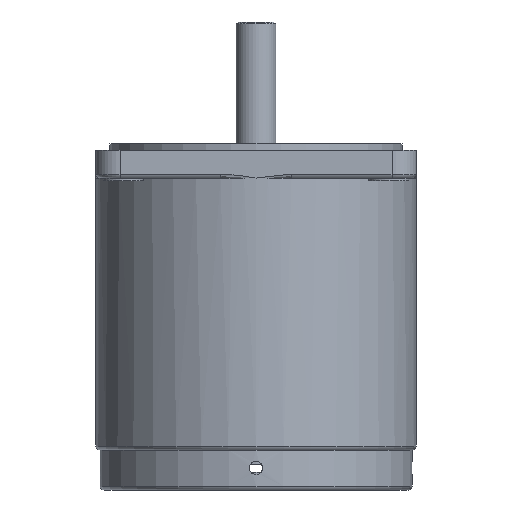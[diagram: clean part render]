
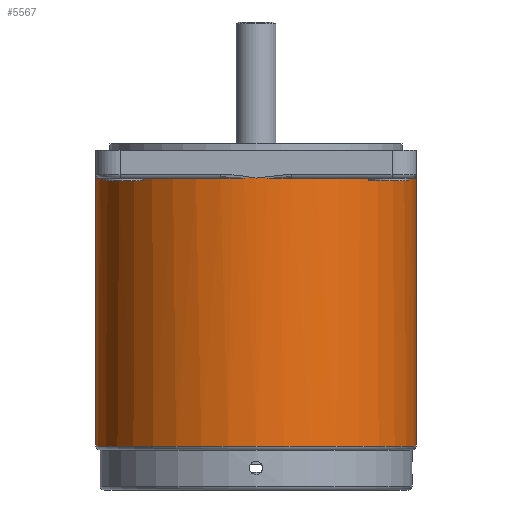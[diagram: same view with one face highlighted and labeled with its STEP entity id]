
A CAD part, front view. The second image highlights one B-rep face of the part: STEP entity #5567.
In plain terms, the highlighted cylindrical face has radius 40 mm (diameter 80 mm), a partial arc.
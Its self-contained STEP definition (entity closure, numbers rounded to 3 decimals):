
#143 = FACE_OUTER_BOUND ( 'NONE', #149, .T. ) ;
#149 = EDGE_LOOP ( 'NONE', ( #6190, #2509, #5652, #1959, #5107, #1924, #4556, #5585, #1354 ) ) ;
#171 = CARTESIAN_POINT ( 'NONE',  ( -88.506, -28.839, 814.657 ) ) ;
#345 = EDGE_CURVE ( 'NONE', #4518, #2020, #2298, .T. ) ;
#422 = CIRCLE ( 'NONE', #4314, 40. ) ;
#632 = CARTESIAN_POINT ( 'NONE',  ( -79.618, -29.839, 814.657 ) ) ;
#947 = DIRECTION ( 'NONE',  ( 0., 0., 1. ) ) ;
#1057 = DIRECTION ( 'NONE',  ( -1., 0., 0. ) ) ;
#1082 = AXIS2_PLACEMENT_3D ( 'NONE', #3716, #5804, #1057 ) ;
#1092 = CIRCLE ( 'NONE', #1082, 40. ) ;
#1339 = DIRECTION ( 'NONE',  ( 0., 0., -1. ) ) ;
#1354 = ORIENTED_EDGE ( 'NONE', *, *, #3084, .F. ) ;
#1389 = AXIS2_PLACEMENT_3D ( 'NONE', #4401, #6468, #1765 ) ;
#1514 = DIRECTION ( 'NONE',  ( -1., 0., 0. ) ) ;
#1538 = AXIS2_PLACEMENT_3D ( 'NONE', #6308, #1581, #3722 ) ;
#1567 = CARTESIAN_POINT ( 'NONE',  ( -79.618, 10.161, 814.657 ) ) ;
#1581 = DIRECTION ( 'NONE',  ( 0., 0., -1. ) ) ;
#1642 = AXIS2_PLACEMENT_3D ( 'NONE', #4164, #6245, #1514 ) ;
#1644 = CIRCLE ( 'NONE', #1642, 40. ) ;
#1755 = DIRECTION ( 'NONE',  ( 1., 0., 0. ) ) ;
#1765 = DIRECTION ( 'NONE',  ( 1., 0., 0. ) ) ;
#1924 = ORIENTED_EDGE ( 'NONE', *, *, #6818, .T. ) ;
#1959 = ORIENTED_EDGE ( 'NONE', *, *, #6699, .T. ) ;
#1996 = EDGE_CURVE ( 'NONE', #2332, #2231, #6702, .T. ) ;
#2020 = VERTEX_POINT ( 'NONE', #6231 ) ;
#2140 = VERTEX_POINT ( 'NONE', #632 ) ;
#2154 = VECTOR ( 'NONE', #6575, 1000. ) ;
#2231 = VERTEX_POINT ( 'NONE', #171 ) ;
#2276 = CYLINDRICAL_SURFACE ( 'NONE', #5605, 40. ) ;
#2298 = LINE ( 'NONE', #4410, #6008 ) ;
#2332 = VERTEX_POINT ( 'NONE', #5126 ) ;
#2389 = LINE ( 'NONE', #4503, #2154 ) ;
#2509 = ORIENTED_EDGE ( 'NONE', *, *, #2713, .T. ) ;
#2713 = EDGE_CURVE ( 'NONE', #4518, #5756, #1644, .T. ) ;
#2802 = EDGE_CURVE ( 'NONE', #5713, #6509, #1092, .T. ) ;
#3082 = DIRECTION ( 'NONE',  ( 1., 0., 0. ) ) ;
#3084 = EDGE_CURVE ( 'NONE', #2020, #2332, #5825, .T. ) ;
#3102 = CARTESIAN_POINT ( 'NONE',  ( -119.618, 10.161, 747.657 ) ) ;
#3480 = DIRECTION ( 'NONE',  ( -1., 0., 0. ) ) ;
#3667 = CIRCLE ( 'NONE', #1538, 40. ) ;
#3705 = DIRECTION ( 'NONE',  ( 0., 0., 1. ) ) ;
#3716 = CARTESIAN_POINT ( 'NONE',  ( -79.618, 10.161, 814.657 ) ) ;
#3722 = DIRECTION ( 'NONE',  ( -1., 0., 0. ) ) ;
#4030 = CARTESIAN_POINT ( 'NONE',  ( -40.618, 1.273, 814.657 ) ) ;
#4164 = CARTESIAN_POINT ( 'NONE',  ( -79.618, 10.161, 747.657 ) ) ;
#4184 = EDGE_CURVE ( 'NONE', #5756, #4815, #2389, .T. ) ;
#4314 = AXIS2_PLACEMENT_3D ( 'NONE', #6578, #1339, #3480 ) ;
#4387 = CIRCLE ( 'NONE', #1389, 40. ) ;
#4395 = CARTESIAN_POINT ( 'NONE',  ( -79.618, 10.161, 813.957 ) ) ;
#4401 = CARTESIAN_POINT ( 'NONE',  ( -79.618, 10.161, 814.657 ) ) ;
#4410 = CARTESIAN_POINT ( 'NONE',  ( -119.618, 10.161, 813.957 ) ) ;
#4503 = CARTESIAN_POINT ( 'NONE',  ( -39.618, 10.161, 813.957 ) ) ;
#4518 = VERTEX_POINT ( 'NONE', #3102 ) ;
#4556 = ORIENTED_EDGE ( 'NONE', *, *, #5215, .F. ) ;
#4815 = VERTEX_POINT ( 'NONE', #6202 ) ;
#5107 = ORIENTED_EDGE ( 'NONE', *, *, #2802, .T. ) ;
#5117 = CARTESIAN_POINT ( 'NONE',  ( -39.618, 10.161, 747.657 ) ) ;
#5126 = CARTESIAN_POINT ( 'NONE',  ( -118.618, 1.273, 814.657 ) ) ;
#5215 = EDGE_CURVE ( 'NONE', #2231, #2140, #4387, .T. ) ;
#5567 = ADVANCED_FACE ( 'NONE', ( #143 ), #2276, .T. ) ;
#5585 = ORIENTED_EDGE ( 'NONE', *, *, #1996, .F. ) ;
#5605 = AXIS2_PLACEMENT_3D ( 'NONE', #4395, #6463, #1755 ) ;
#5652 = ORIENTED_EDGE ( 'NONE', *, *, #4184, .T. ) ;
#5694 = CARTESIAN_POINT ( 'NONE',  ( -79.618, 10.161, 814.657 ) ) ;
#5713 = VERTEX_POINT ( 'NONE', #4030 ) ;
#5728 = AXIS2_PLACEMENT_3D ( 'NONE', #1567, #3705, #5795 ) ;
#5756 = VERTEX_POINT ( 'NONE', #5117 ) ;
#5795 = DIRECTION ( 'NONE',  ( 1., 0., 0. ) ) ;
#5804 = DIRECTION ( 'NONE',  ( 0., 0., -1. ) ) ;
#5825 = CIRCLE ( 'NONE', #5728, 40. ) ;
#6008 = VECTOR ( 'NONE', #6480, 1000. ) ;
#6190 = ORIENTED_EDGE ( 'NONE', *, *, #345, .F. ) ;
#6202 = CARTESIAN_POINT ( 'NONE',  ( -39.618, 10.161, 814.657 ) ) ;
#6231 = CARTESIAN_POINT ( 'NONE',  ( -119.618, 10.161, 814.657 ) ) ;
#6245 = DIRECTION ( 'NONE',  ( 0., 0., 1. ) ) ;
#6308 = CARTESIAN_POINT ( 'NONE',  ( -79.618, 10.161, 814.657 ) ) ;
#6463 = DIRECTION ( 'NONE',  ( 0., 0., 1. ) ) ;
#6468 = DIRECTION ( 'NONE',  ( 0., 0., 1. ) ) ;
#6480 = DIRECTION ( 'NONE',  ( 0., 0., 1. ) ) ;
#6509 = VERTEX_POINT ( 'NONE', #6788 ) ;
#6575 = DIRECTION ( 'NONE',  ( 0., 0., 1. ) ) ;
#6578 = CARTESIAN_POINT ( 'NONE',  ( -79.618, 10.161, 814.657 ) ) ;
#6697 = AXIS2_PLACEMENT_3D ( 'NONE', #5694, #947, #3082 ) ;
#6699 = EDGE_CURVE ( 'NONE', #4815, #5713, #422, .T. ) ;
#6702 = CIRCLE ( 'NONE', #6697, 40. ) ;
#6788 = CARTESIAN_POINT ( 'NONE',  ( -70.729, -28.839, 814.657 ) ) ;
#6818 = EDGE_CURVE ( 'NONE', #6509, #2140, #3667, .T. ) ;
